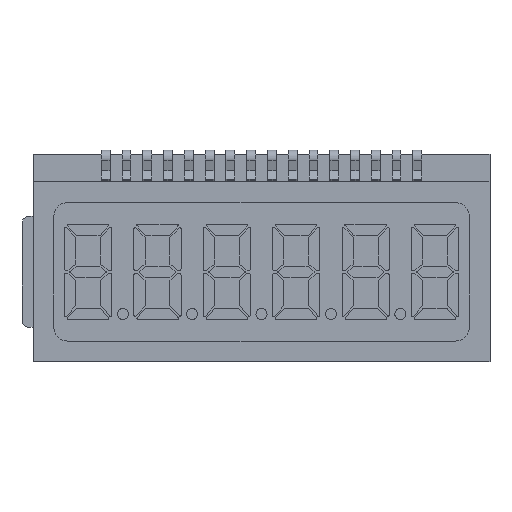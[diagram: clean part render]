
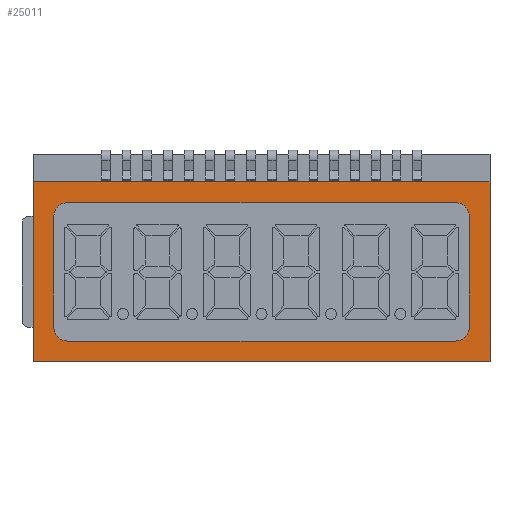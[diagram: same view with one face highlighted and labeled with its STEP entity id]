
A CAD part, top view. The second image highlights one B-rep face of the part: STEP entity #25011.
In plain terms, the highlighted planar face has unit normal (0, 0, 1).
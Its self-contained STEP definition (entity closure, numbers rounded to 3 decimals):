
#19 = VERTEX_POINT ( 'NONE', #21917 ) ;
#396 = VECTOR ( 'NONE', #32348, 1000. ) ;
#607 = EDGE_CURVE ( 'NONE', #33430, #23861, #5071, .T. ) ;
#1142 = CARTESIAN_POINT ( 'NONE',  ( -16.5, 6.5, 2.78 ) ) ;
#1422 = CARTESIAN_POINT ( 'NONE',  ( 14., -4., 2.78 ) ) ;
#2164 = DIRECTION ( 'NONE',  ( 0., -1., 0. ) ) ;
#2394 = DIRECTION ( 'NONE',  ( 0., 0., 1. ) ) ;
#2444 = ORIENTED_EDGE ( 'NONE', *, *, #28852, .T. ) ;
#2699 = CIRCLE ( 'NONE', #4568, 1. ) ;
#3049 = DIRECTION ( 'NONE',  ( 1., 0., 0. ) ) ;
#3333 = ORIENTED_EDGE ( 'NONE', *, *, #10483, .T. ) ;
#3632 = VERTEX_POINT ( 'NONE', #5407 ) ;
#4078 = DIRECTION ( 'NONE',  ( 1., 0., 0. ) ) ;
#4160 = EDGE_CURVE ( 'NONE', #3632, #29861, #20674, .T. ) ;
#4530 = CIRCLE ( 'NONE', #5833, 1. ) ;
#4568 = AXIS2_PLACEMENT_3D ( 'NONE', #1422, #19982, #4078 ) ;
#4767 = ORIENTED_EDGE ( 'NONE', *, *, #607, .F. ) ;
#4837 = CARTESIAN_POINT ( 'NONE',  ( 16.5, -6.5, 2.78 ) ) ;
#5071 = CIRCLE ( 'NONE', #8742, 1. ) ;
#5206 = CARTESIAN_POINT ( 'NONE',  ( -14., -5., 2.78 ) ) ;
#5407 = CARTESIAN_POINT ( 'NONE',  ( 15., 4., 2.78 ) ) ;
#5833 = AXIS2_PLACEMENT_3D ( 'NONE', #28666, #12826, #31346 ) ;
#5898 = LINE ( 'NONE', #11354, #19194 ) ;
#6496 = VECTOR ( 'NONE', #22594, 1000. ) ;
#6513 = LINE ( 'NONE', #32051, #33927 ) ;
#7378 = EDGE_CURVE ( 'NONE', #17041, #15630, #9007, .T. ) ;
#7472 = CARTESIAN_POINT ( 'NONE',  ( -15., 4., 2.78 ) ) ;
#7957 = EDGE_CURVE ( 'NONE', #10035, #3632, #14413, .T. ) ;
#8148 = VECTOR ( 'NONE', #11048, 1000. ) ;
#8250 = DIRECTION ( 'NONE',  ( -1., 0., 0. ) ) ;
#8742 = AXIS2_PLACEMENT_3D ( 'NONE', #28678, #12834, #31353 ) ;
#8802 = CARTESIAN_POINT ( 'NONE',  ( 16.5, 6.5, 2.78 ) ) ;
#9007 = LINE ( 'NONE', #29609, #8148 ) ;
#9712 = VERTEX_POINT ( 'NONE', #25961 ) ;
#9737 = EDGE_CURVE ( 'NONE', #19, #33430, #13775, .T. ) ;
#10035 = VERTEX_POINT ( 'NONE', #14020 ) ;
#10483 = EDGE_CURVE ( 'NONE', #15630, #9712, #21158, .T. ) ;
#10541 = VERTEX_POINT ( 'NONE', #32794 ) ;
#10577 = FACE_OUTER_BOUND ( 'NONE', #28202, .T. ) ;
#10601 = CARTESIAN_POINT ( 'NONE',  ( -14., 5., 2.78 ) ) ;
#11048 = DIRECTION ( 'NONE',  ( 1., 0., 0. ) ) ;
#11354 = CARTESIAN_POINT ( 'NONE',  ( -16.5, 6.5, 2.78 ) ) ;
#12508 = CARTESIAN_POINT ( 'NONE',  ( -15., -4., 2.78 ) ) ;
#12826 = DIRECTION ( 'NONE',  ( 0., 0., 1. ) ) ;
#12834 = DIRECTION ( 'NONE',  ( 0., 0., 1. ) ) ;
#13535 = LINE ( 'NONE', #1142, #6496 ) ;
#13652 = LINE ( 'NONE', #33463, #17852 ) ;
#13775 = LINE ( 'NONE', #7472, #20058 ) ;
#13784 = CARTESIAN_POINT ( 'NONE',  ( 15., 4., 2.78 ) ) ;
#14020 = CARTESIAN_POINT ( 'NONE',  ( 15., -4., 2.78 ) ) ;
#14043 = VECTOR ( 'NONE', #27362, 1000. ) ;
#14413 = LINE ( 'NONE', #13784, #396 ) ;
#15080 = ORIENTED_EDGE ( 'NONE', *, *, #9737, .F. ) ;
#15630 = VERTEX_POINT ( 'NONE', #4837 ) ;
#16264 = PLANE ( 'NONE',  #18260 ) ;
#17041 = VERTEX_POINT ( 'NONE', #22244 ) ;
#17129 = AXIS2_PLACEMENT_3D ( 'NONE', #18284, #2394, #20950 ) ;
#17578 = DIRECTION ( 'NONE',  ( 1., 0., 0. ) ) ;
#17852 = VECTOR ( 'NONE', #17578, 1000. ) ;
#18260 = AXIS2_PLACEMENT_3D ( 'NONE', #26845, #18952, #3049 ) ;
#18284 = CARTESIAN_POINT ( 'NONE',  ( 14., 4., 2.78 ) ) ;
#18436 = ORIENTED_EDGE ( 'NONE', *, *, #22460, .F. ) ;
#18781 = EDGE_CURVE ( 'NONE', #23861, #10541, #13652, .T. ) ;
#18878 = EDGE_CURVE ( 'NONE', #29130, #19, #4530, .T. ) ;
#18939 = ORIENTED_EDGE ( 'NONE', *, *, #7957, .F. ) ;
#18952 = DIRECTION ( 'NONE',  ( 0., 0., 1. ) ) ;
#19194 = VECTOR ( 'NONE', #27287, 1000. ) ;
#19696 = VERTEX_POINT ( 'NONE', #32094 ) ;
#19982 = DIRECTION ( 'NONE',  ( 0., 0., 1. ) ) ;
#20058 = VECTOR ( 'NONE', #2164, 1000. ) ;
#20674 = CIRCLE ( 'NONE', #17129, 1. ) ;
#20749 = ORIENTED_EDGE ( 'NONE', *, *, #7378, .T. ) ;
#20950 = DIRECTION ( 'NONE',  ( 1., 0., 0. ) ) ;
#21158 = LINE ( 'NONE', #8802, #14043 ) ;
#21917 = CARTESIAN_POINT ( 'NONE',  ( -15., 4., 2.78 ) ) ;
#22244 = CARTESIAN_POINT ( 'NONE',  ( -16.5, -6.5, 2.78 ) ) ;
#22274 = CARTESIAN_POINT ( 'NONE',  ( 14., 5., 2.78 ) ) ;
#22460 = EDGE_CURVE ( 'NONE', #10541, #10035, #2699, .T. ) ;
#22594 = DIRECTION ( 'NONE',  ( -1., 0., 0. ) ) ;
#23861 = VERTEX_POINT ( 'NONE', #5206 ) ;
#24230 = EDGE_LOOP ( 'NONE', ( #24544, #4767, #15080, #29550, #25288, #26428, #18939, #18436 ) ) ;
#24462 = EDGE_CURVE ( 'NONE', #29861, #29130, #6513, .T. ) ;
#24544 = ORIENTED_EDGE ( 'NONE', *, *, #18781, .F. ) ;
#25011 = ADVANCED_FACE ( 'NONE', ( #10577, #30893 ), #16264, .T. ) ;
#25288 = ORIENTED_EDGE ( 'NONE', *, *, #24462, .F. ) ;
#25961 = CARTESIAN_POINT ( 'NONE',  ( 16.5, 6.5, 2.78 ) ) ;
#26428 = ORIENTED_EDGE ( 'NONE', *, *, #4160, .F. ) ;
#26845 = CARTESIAN_POINT ( 'NONE',  ( 0., 0., 2.78 ) ) ;
#27287 = DIRECTION ( 'NONE',  ( 0., -1., 0. ) ) ;
#27362 = DIRECTION ( 'NONE',  ( 0., 1., 0. ) ) ;
#28202 = EDGE_LOOP ( 'NONE', ( #3333, #2444, #28828, #20749 ) ) ;
#28666 = CARTESIAN_POINT ( 'NONE',  ( -14., 4., 2.78 ) ) ;
#28678 = CARTESIAN_POINT ( 'NONE',  ( -14., -4., 2.78 ) ) ;
#28828 = ORIENTED_EDGE ( 'NONE', *, *, #30880, .T. ) ;
#28852 = EDGE_CURVE ( 'NONE', #9712, #19696, #13535, .T. ) ;
#29130 = VERTEX_POINT ( 'NONE', #10601 ) ;
#29550 = ORIENTED_EDGE ( 'NONE', *, *, #18878, .F. ) ;
#29609 = CARTESIAN_POINT ( 'NONE',  ( -16.5, -6.5, 2.78 ) ) ;
#29861 = VERTEX_POINT ( 'NONE', #22274 ) ;
#30880 = EDGE_CURVE ( 'NONE', #19696, #17041, #5898, .T. ) ;
#30893 = FACE_BOUND ( 'NONE', #24230, .T. ) ;
#31346 = DIRECTION ( 'NONE',  ( 1., 0., 0. ) ) ;
#31353 = DIRECTION ( 'NONE',  ( 1., 0., 0. ) ) ;
#32051 = CARTESIAN_POINT ( 'NONE',  ( -14., 5., 2.78 ) ) ;
#32094 = CARTESIAN_POINT ( 'NONE',  ( -16.5, 6.5, 2.78 ) ) ;
#32348 = DIRECTION ( 'NONE',  ( 0., 1., 0. ) ) ;
#32794 = CARTESIAN_POINT ( 'NONE',  ( 14., -5., 2.78 ) ) ;
#33430 = VERTEX_POINT ( 'NONE', #12508 ) ;
#33463 = CARTESIAN_POINT ( 'NONE',  ( -14., -5., 2.78 ) ) ;
#33927 = VECTOR ( 'NONE', #8250, 1000. ) ;
